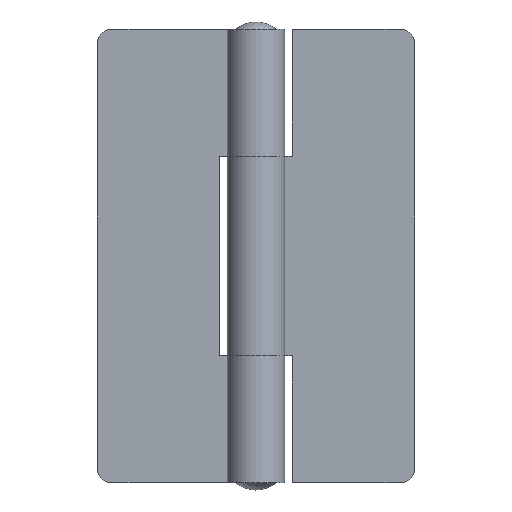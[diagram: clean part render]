
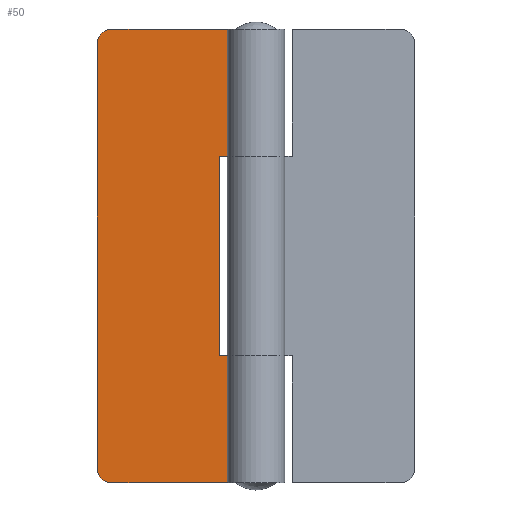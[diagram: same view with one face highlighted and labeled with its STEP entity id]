
A CAD part, top view. The second image highlights one B-rep face of the part: STEP entity #50.
In plain terms, the highlighted face is planar.
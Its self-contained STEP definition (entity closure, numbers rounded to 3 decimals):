
#15 = ORIENTED_EDGE ( 'NONE', *, *, #59, .T. ) ;
#34 = VECTOR ( 'NONE', #1577, 1000. ) ;
#50 = ADVANCED_FACE ( 'NONE', ( #1081 ), #582, .F. ) ;
#59 = EDGE_CURVE ( 'NONE', #1214, #173, #1292, .T. ) ;
#72 = EDGE_CURVE ( 'NONE', #255, #1214, #449, .T. ) ;
#77 = CARTESIAN_POINT ( 'NONE',  ( -17.5, -1.65, -23.5 ) ) ;
#81 = ORIENTED_EDGE ( 'NONE', *, *, #1709, .T. ) ;
#104 = DIRECTION ( 'NONE',  ( 0., 1., 0. ) ) ;
#126 = AXIS2_PLACEMENT_3D ( 'NONE', #1611, #104, #1190 ) ;
#161 = CARTESIAN_POINT ( 'NONE',  ( -4., -1.65, 11. ) ) ;
#173 = VERTEX_POINT ( 'NONE', #1179 ) ;
#227 = ORIENTED_EDGE ( 'NONE', *, *, #1347, .T. ) ;
#255 = VERTEX_POINT ( 'NONE', #1021 ) ;
#268 = ORIENTED_EDGE ( 'NONE', *, *, #1124, .T. ) ;
#294 = VERTEX_POINT ( 'NONE', #658 ) ;
#298 = LINE ( 'NONE', #692, #801 ) ;
#311 = EDGE_LOOP ( 'NONE', ( #1220, #1033, #1002, #227, #1095, #15, #81, #268, #1735, #1244 ) ) ;
#334 = LINE ( 'NONE', #580, #431 ) ;
#373 = CARTESIAN_POINT ( 'NONE',  ( -2.683, -1.65, -11. ) ) ;
#384 = LINE ( 'NONE', #1472, #34 ) ;
#424 = VECTOR ( 'NONE', #870, 1000. ) ;
#431 = VECTOR ( 'NONE', #464, 1000. ) ;
#449 = LINE ( 'NONE', #1173, #424 ) ;
#450 = DIRECTION ( 'NONE',  ( -1., 0., 0. ) ) ;
#453 = DIRECTION ( 'NONE',  ( 0., 0., -1. ) ) ;
#464 = DIRECTION ( 'NONE',  ( -1., 0., 0. ) ) ;
#466 = CARTESIAN_POINT ( 'NONE',  ( -17.5, -1.65, 25. ) ) ;
#508 = EDGE_CURVE ( 'NONE', #1364, #1338, #1163, .T. ) ;
#510 = LINE ( 'NONE', #891, #1109 ) ;
#564 = AXIS2_PLACEMENT_3D ( 'NONE', #719, #1718, #453 ) ;
#580 = CARTESIAN_POINT ( 'NONE',  ( -17.5, -1.65, 25. ) ) ;
#582 = PLANE ( 'NONE',  #1761 ) ;
#621 = DIRECTION ( 'NONE',  ( 0., 0., -1. ) ) ;
#650 = LINE ( 'NONE', #763, #1734 ) ;
#658 = CARTESIAN_POINT ( 'NONE',  ( -17.5, -1.65, 23.5 ) ) ;
#692 = CARTESIAN_POINT ( 'NONE',  ( -2.683, -1.65, 25. ) ) ;
#719 = CARTESIAN_POINT ( 'NONE',  ( -16., -1.65, -23.5 ) ) ;
#763 = CARTESIAN_POINT ( 'NONE',  ( -2.683, -1.65, 25. ) ) ;
#801 = VECTOR ( 'NONE', #1378, 1000. ) ;
#868 = CARTESIAN_POINT ( 'NONE',  ( -2.683, -1.65, 25. ) ) ;
#870 = DIRECTION ( 'NONE',  ( -1., 0., 0. ) ) ;
#880 = CIRCLE ( 'NONE', #126, 1.5 ) ;
#883 = CARTESIAN_POINT ( 'NONE',  ( -4., -1.65, 25. ) ) ;
#891 = CARTESIAN_POINT ( 'NONE',  ( -17.5, -1.65, 25. ) ) ;
#938 = CARTESIAN_POINT ( 'NONE',  ( -16., -1.65, -25. ) ) ;
#996 = CIRCLE ( 'NONE', #564, 1.5 ) ;
#1002 = ORIENTED_EDGE ( 'NONE', *, *, #1452, .F. ) ;
#1021 = CARTESIAN_POINT ( 'NONE',  ( -2.683, -1.65, 11. ) ) ;
#1027 = DIRECTION ( 'NONE',  ( 0., -1., 0. ) ) ;
#1033 = ORIENTED_EDGE ( 'NONE', *, *, #1598, .T. ) ;
#1081 = FACE_OUTER_BOUND ( 'NONE', #311, .T. ) ;
#1095 = ORIENTED_EDGE ( 'NONE', *, *, #72, .T. ) ;
#1109 = VECTOR ( 'NONE', #1444, 1000. ) ;
#1124 = EDGE_CURVE ( 'NONE', #1674, #1364, #650, .T. ) ;
#1130 = DIRECTION ( 'NONE',  ( 0., 0., -1. ) ) ;
#1147 = VERTEX_POINT ( 'NONE', #77 ) ;
#1163 = LINE ( 'NONE', #1701, #1763 ) ;
#1173 = CARTESIAN_POINT ( 'NONE',  ( -17.5, -1.65, 11. ) ) ;
#1179 = CARTESIAN_POINT ( 'NONE',  ( -4., -1.65, -11. ) ) ;
#1190 = DIRECTION ( 'NONE',  ( 0., 0., -1. ) ) ;
#1198 = VECTOR ( 'NONE', #621, 1000. ) ;
#1214 = VERTEX_POINT ( 'NONE', #161 ) ;
#1220 = ORIENTED_EDGE ( 'NONE', *, *, #1609, .F. ) ;
#1241 = CARTESIAN_POINT ( 'NONE',  ( -2.683, -1.65, -25. ) ) ;
#1244 = ORIENTED_EDGE ( 'NONE', *, *, #1508, .T. ) ;
#1292 = LINE ( 'NONE', #883, #1198 ) ;
#1338 = VERTEX_POINT ( 'NONE', #938 ) ;
#1347 = EDGE_CURVE ( 'NONE', #1497, #255, #298, .T. ) ;
#1364 = VERTEX_POINT ( 'NONE', #1241 ) ;
#1378 = DIRECTION ( 'NONE',  ( 0., 0., -1. ) ) ;
#1444 = DIRECTION ( 'NONE',  ( 0., 0., -1. ) ) ;
#1452 = EDGE_CURVE ( 'NONE', #1497, #1655, #334, .T. ) ;
#1472 = CARTESIAN_POINT ( 'NONE',  ( -17.5, -1.65, -11. ) ) ;
#1484 = CARTESIAN_POINT ( 'NONE',  ( -16., -1.65, 25. ) ) ;
#1497 = VERTEX_POINT ( 'NONE', #868 ) ;
#1508 = EDGE_CURVE ( 'NONE', #1338, #1147, #996, .T. ) ;
#1577 = DIRECTION ( 'NONE',  ( 1., 0., 0. ) ) ;
#1598 = EDGE_CURVE ( 'NONE', #294, #1655, #880, .T. ) ;
#1609 = EDGE_CURVE ( 'NONE', #294, #1147, #510, .T. ) ;
#1611 = CARTESIAN_POINT ( 'NONE',  ( -16., -1.65, 23.5 ) ) ;
#1655 = VERTEX_POINT ( 'NONE', #1484 ) ;
#1674 = VERTEX_POINT ( 'NONE', #373 ) ;
#1701 = CARTESIAN_POINT ( 'NONE',  ( -17.5, -1.65, -25. ) ) ;
#1709 = EDGE_CURVE ( 'NONE', #173, #1674, #384, .T. ) ;
#1718 = DIRECTION ( 'NONE',  ( 0., 1., 0. ) ) ;
#1734 = VECTOR ( 'NONE', #1758, 1000. ) ;
#1735 = ORIENTED_EDGE ( 'NONE', *, *, #508, .T. ) ;
#1758 = DIRECTION ( 'NONE',  ( 0., 0., -1. ) ) ;
#1761 = AXIS2_PLACEMENT_3D ( 'NONE', #466, #1027, #1130 ) ;
#1763 = VECTOR ( 'NONE', #450, 1000. ) ;
